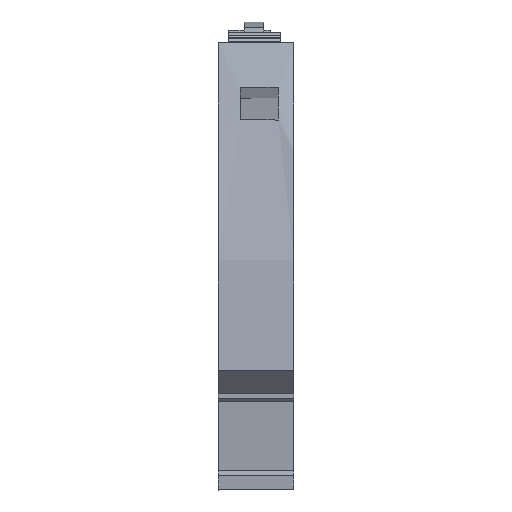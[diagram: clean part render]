
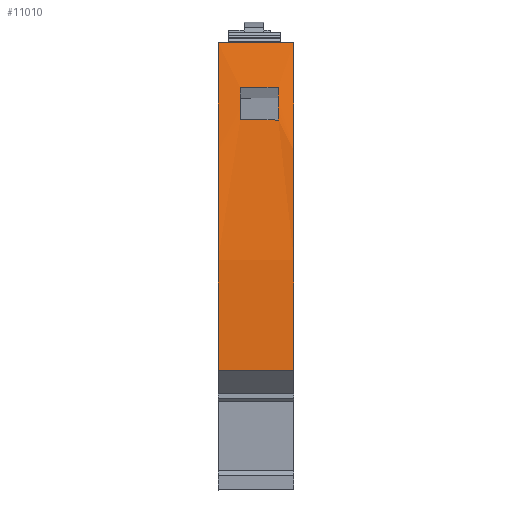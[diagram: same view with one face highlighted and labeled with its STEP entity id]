
A CAD part, top view. The second image highlights one B-rep face of the part: STEP entity #11010.
In plain terms, the highlighted cylindrical face has radius 100 mm (diameter 200 mm), a partial arc.
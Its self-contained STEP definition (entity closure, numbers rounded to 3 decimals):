
#9920=CARTESIAN_POINT('',(-23.558,-7.599,
0.));
#9930=DIRECTION('',(0.,0.,-1.));
#9940=DIRECTION('',(1.,0.,0.));
#9950=AXIS2_PLACEMENT_3D('',#9920,#9930,#9940);
#9960=CYLINDRICAL_SURFACE('',#9950,100.);
#9970=CARTESIAN_POINT('',(-2.089,86.991,
5.325));
#9980=DIRECTION('',(-0.985,-0.174,
-0.009));
#9990=DIRECTION('',(0.174,-0.985,
0.));
#10000=AXIS2_PLACEMENT_3D('',#9970,#9980,#9990);
#10010=PLANE('',#10000);
#10020=CARTESIAN_POINT('',(-2.621,90.184,
1.85));
#10030=CARTESIAN_POINT('',(-2.623,90.185,
2.113));
#10040=CARTESIAN_POINT('',(-2.626,90.186,
2.375));
#10050=CARTESIAN_POINT('',(-2.628,90.186,
2.638));
#10060=CARTESIAN_POINT('',(-2.631,90.187,
2.9));
#10070=CARTESIAN_POINT('',(-2.633,90.187,
3.163));
#10080=CARTESIAN_POINT('',(-2.636,90.188,
3.425));
#10090=CARTESIAN_POINT('',(-2.638,90.188,
3.688));
#10100=CARTESIAN_POINT('',(-2.64,90.189,
3.95));
#10110=CARTESIAN_POINT('',(-2.643,90.189,
4.212));
#10120=CARTESIAN_POINT('',(-2.645,90.19,
4.475));
#10130=CARTESIAN_POINT('',(-2.648,90.19,
4.737));
#10140=CARTESIAN_POINT('',(-2.65,90.191,
5.));
#10150=B_SPLINE_CURVE_WITH_KNOTS('',3,(#10020,#10030,#10040,#10050,
#10060,#10070,#10080,#10090,#10100,#10110,#10120,#10130,#10140),
.UNSPECIFIED.,.F.,.F.,(4,3,3,3,4),(0.,0.788,1.575
,2.363,3.15),.UNSPECIFIED.);
#10160=SURFACE_CURVE('',#10150,(#9960,#10010),.CURVE_3D.);
#10170=CARTESIAN_POINT('',(-2.621,90.184,
1.85));
#10180=VERTEX_POINT('',#10170);
#10190=CARTESIAN_POINT('',(-2.65,90.191,
5.));
#10200=VERTEX_POINT('',#10190);
#10210=EDGE_CURVE('',#10180,#10200,#10160,.T.);
#10220=ORIENTED_EDGE('',*,*,#10210,.F.);
#10230=CARTESIAN_POINT('',(-23.558,-7.599,
5.));
#10240=DIRECTION('',(0.,0.,1.));
#10250=DIRECTION('',(-1.,0.,0.));
#10260=AXIS2_PLACEMENT_3D('',#10230,#10240,#10250);
#10270=CIRCLE('',#10260,100.);
#10280=CARTESIAN_POINT('',(0.072,89.569,
5.));
#10290=VERTEX_POINT('',#10280);
#10300=EDGE_CURVE('',#10290,#10200,#10270,.T.);
#10310=ORIENTED_EDGE('',*,*,#10300,.T.);
#10320=CARTESIAN_POINT('',(-0.151,86.991,
5.325));
#10330=DIRECTION('',(0.996,-0.087,
-0.009));
#10340=DIRECTION('',(0.087,0.996,
0.));
#10350=AXIS2_PLACEMENT_3D('',#10320,#10330,#10340);
#10360=PLANE('',#10350);
#10370=CARTESIAN_POINT('',(0.072,89.569,
5.));
#10380=CARTESIAN_POINT('',(0.069,89.569,
4.737));
#10390=CARTESIAN_POINT('',(0.067,89.57,
4.475));
#10400=CARTESIAN_POINT('',(0.065,89.571,
4.212));
#10410=CARTESIAN_POINT('',(0.063,89.571,
3.95));
#10420=CARTESIAN_POINT('',(0.06,89.572,
3.688));
#10430=CARTESIAN_POINT('',(0.058,89.572,
3.425));
#10440=CARTESIAN_POINT('',(0.056,89.573,
3.163));
#10450=CARTESIAN_POINT('',(0.054,89.573,
2.9));
#10460=CARTESIAN_POINT('',(0.051,89.574,
2.638));
#10470=CARTESIAN_POINT('',(0.049,89.574,
2.375));
#10480=CARTESIAN_POINT('',(0.047,89.575,
2.113));
#10490=CARTESIAN_POINT('',(0.045,89.575,
1.85));
#10500=B_SPLINE_CURVE_WITH_KNOTS('',3,(#10370,#10380,#10390,#10400,
#10410,#10420,#10430,#10440,#10450,#10460,#10470,#10480,#10490),
.UNSPECIFIED.,.F.,.F.,(4,3,3,3,4),(0.,0.788,1.575,
2.363,3.15),.UNSPECIFIED.);
#10510=SURFACE_CURVE('',#10500,(#9960,#10360),.CURVE_3D.);
#10520=CARTESIAN_POINT('',(0.045,89.575,
1.85));
#10530=VERTEX_POINT('',#10520);
#10540=EDGE_CURVE('',#10290,#10530,#10510,.T.);
#10550=ORIENTED_EDGE('',*,*,#10540,.F.);
#10560=CARTESIAN_POINT('',(-23.558,-7.599,
1.85));
#10570=DIRECTION('',(0.,0.,1.));
#10580=DIRECTION('',(-1.,0.,0.));
#10590=AXIS2_PLACEMENT_3D('',#10560,#10570,#10580);
#10600=CIRCLE('',#10590,100.);
#10610=EDGE_CURVE('',#10530,#10180,#10600,.T.);
#10620=ORIENTED_EDGE('',*,*,#10610,.F.);
#10630=EDGE_LOOP('',(#10620,#10550,#10310,#10220));
#10640=FACE_BOUND('',#10630,.T.);
#10650=CARTESIAN_POINT('',(3.786,88.59,
0.));
#10660=DIRECTION('',(0.,0.,-1.));
#10670=VECTOR('',#10660,1.);
#10680=LINE('',#10650,#10670);
#10690=CARTESIAN_POINT('',(3.786,88.59,
6.3));
#10700=VERTEX_POINT('',#10690);
#10710=CARTESIAN_POINT('',(3.786,88.59,
0.));
#10720=VERTEX_POINT('',#10710);
#10730=EDGE_CURVE('',#10700,#10720,#10680,.T.);
#10740=ORIENTED_EDGE('',*,*,#10730,.T.);
#10750=CARTESIAN_POINT('',(-23.558,-7.599,
6.3));
#10760=DIRECTION('',(0.,0.,1.));
#10770=DIRECTION('',(-1.,0.,0.));
#10780=AXIS2_PLACEMENT_3D('',#10750,#10760,#10770);
#10790=CIRCLE('',#10780,100.);
#10800=CARTESIAN_POINT('',(-23.462,92.401,
6.3));
#10810=VERTEX_POINT('',#10800);
#10820=EDGE_CURVE('',#10700,#10810,#10790,.T.);
#10830=ORIENTED_EDGE('',*,*,#10820,.F.);
#10840=CARTESIAN_POINT('',(-23.462,92.401,
0.));
#10850=DIRECTION('',(0.,0.,-1.));
#10860=VECTOR('',#10850,1.);
#10870=LINE('',#10840,#10860);
#10880=CARTESIAN_POINT('',(-23.462,92.401,
0.));
#10890=VERTEX_POINT('',#10880);
#10900=EDGE_CURVE('',#10810,#10890,#10870,.T.);
#10910=ORIENTED_EDGE('',*,*,#10900,.F.);
#10920=CARTESIAN_POINT('',(-23.558,-7.599,
0.));
#10930=DIRECTION('',(0.,0.,-1.));
#10940=DIRECTION('',(1.,0.,0.));
#10950=AXIS2_PLACEMENT_3D('',#10920,#10930,#10940);
#10960=CIRCLE('',#10950,100.);
#10970=EDGE_CURVE('',#10890,#10720,#10960,.T.);
#10980=ORIENTED_EDGE('',*,*,#10970,.F.);
#10990=EDGE_LOOP('',(#10980,#10910,#10830,#10740));
#11000=FACE_OUTER_BOUND('',#10990,.T.);
#11010=ADVANCED_FACE('',(#10640,#11000),#9960,.T.);
